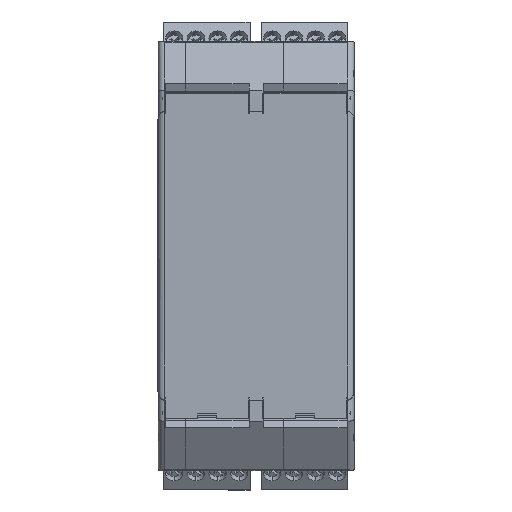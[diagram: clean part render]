
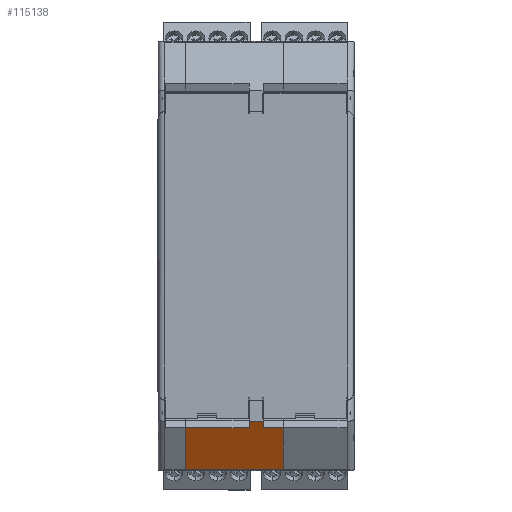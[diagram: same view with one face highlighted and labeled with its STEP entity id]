
A CAD part, top view. The second image highlights one B-rep face of the part: STEP entity #115138.
In plain terms, the highlighted planar face has unit normal (0, -0.545, 0.839).
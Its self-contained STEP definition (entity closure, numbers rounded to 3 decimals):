
#1324=PLANE('',#122131);
#7699=FACE_OUTER_BOUND('',#14004,.T.);
#14004=EDGE_LOOP('',(#83617,#83618,#83619,#83620,#83621,#83622,#83623,#83624));
#25056=LINE('',#168905,#38548);
#25256=LINE('',#169435,#38748);
#25326=LINE('',#169591,#38818);
#25382=LINE('',#169738,#38874);
#25386=LINE('',#169754,#38878);
#25387=LINE('',#169756,#38879);
#25388=LINE('',#169757,#38880);
#25389=LINE('',#169758,#38881);
#38548=VECTOR('',#134545,1.);
#38748=VECTOR('',#135063,1.);
#38818=VECTOR('',#135203,1.);
#38874=VECTOR('',#135363,1.);
#38878=VECTOR('',#135387,1.);
#38879=VECTOR('',#135388,1.);
#38880=VECTOR('',#135389,1.);
#38881=VECTOR('',#135390,1.);
#52280=VERTEX_POINT('',#168902);
#52281=VERTEX_POINT('',#168904);
#52452=VERTEX_POINT('',#169434);
#52503=VERTEX_POINT('',#169589);
#52542=VERTEX_POINT('',#169736);
#52543=VERTEX_POINT('',#169752);
#52544=VERTEX_POINT('',#169753);
#52545=VERTEX_POINT('',#169755);
#64247=EDGE_CURVE('',#52281,#52280,#25056,.F.);
#64512=EDGE_CURVE('',#52280,#52452,#25256,.T.);
#64591=EDGE_CURVE('',#52503,#52452,#25326,.T.);
#64666=EDGE_CURVE('',#52503,#52542,#25382,.F.);
#64671=EDGE_CURVE('',#52543,#52544,#25386,.F.);
#64672=EDGE_CURVE('',#52543,#52545,#25387,.T.);
#64673=EDGE_CURVE('',#52545,#52281,#25388,.T.);
#64674=EDGE_CURVE('',#52542,#52544,#25389,.T.);
#83617=ORIENTED_EDGE('',*,*,#64671,.F.);
#83618=ORIENTED_EDGE('',*,*,#64672,.T.);
#83619=ORIENTED_EDGE('',*,*,#64673,.T.);
#83620=ORIENTED_EDGE('',*,*,#64247,.T.);
#83621=ORIENTED_EDGE('',*,*,#64512,.T.);
#83622=ORIENTED_EDGE('',*,*,#64591,.F.);
#83623=ORIENTED_EDGE('',*,*,#64666,.T.);
#83624=ORIENTED_EDGE('',*,*,#64674,.T.);
#115138=ADVANCED_FACE('',(#7699),#1324,.T.);
#122131=AXIS2_PLACEMENT_3D('',#169751,#135385,#135386);
#134545=DIRECTION('',(0.,0.839,0.545));
#135063=DIRECTION('',(1.,0.,0.));
#135203=DIRECTION('',(0.,-0.839,-0.545));
#135363=DIRECTION('',(1.,0.,0.));
#135385=DIRECTION('center_axis',(0.,-0.545,
0.839));
#135386=DIRECTION('ref_axis',(1.,0.,0.));
#135387=DIRECTION('',(-1.,0.,0.));
#135388=DIRECTION('',(0.,-0.839,-0.545));
#135389=DIRECTION('',(-1.,0.,0.));
#135390=DIRECTION('',(0.,0.839,0.545));
#168902=CARTESIAN_POINT('',(-9.4,-0.272,99.064));
#168904=CARTESIAN_POINT('',(-9.4,9.29,105.273));
#168905=CARTESIAN_POINT('',(-9.4,5.005,102.49));
#169434=CARTESIAN_POINT('',(13.2,-0.272,99.064));
#169435=CARTESIAN_POINT('',(-4.88,-0.272,99.064));
#169589=CARTESIAN_POINT('',(13.2,9.29,105.273));
#169591=CARTESIAN_POINT('',(13.2,4.848,102.389));
#169736=CARTESIAN_POINT('',(8.5,9.29,105.273));
#169738=CARTESIAN_POINT('',(6.375,9.29,105.273));
#169751=CARTESIAN_POINT('Origin',(1.9,5.264,102.659));
#169752=CARTESIAN_POINT('',(5.3,10.8,106.254));
#169753=CARTESIAN_POINT('',(8.5,10.8,106.254));
#169754=CARTESIAN_POINT('',(4.4,10.8,106.254));
#169755=CARTESIAN_POINT('',(5.3,9.29,105.273));
#169756=CARTESIAN_POINT('',(5.3,8.42,104.709));
#169757=CARTESIAN_POINT('',(-0.075,9.29,105.273));
#169758=CARTESIAN_POINT('',(8.5,8.42,104.709));
